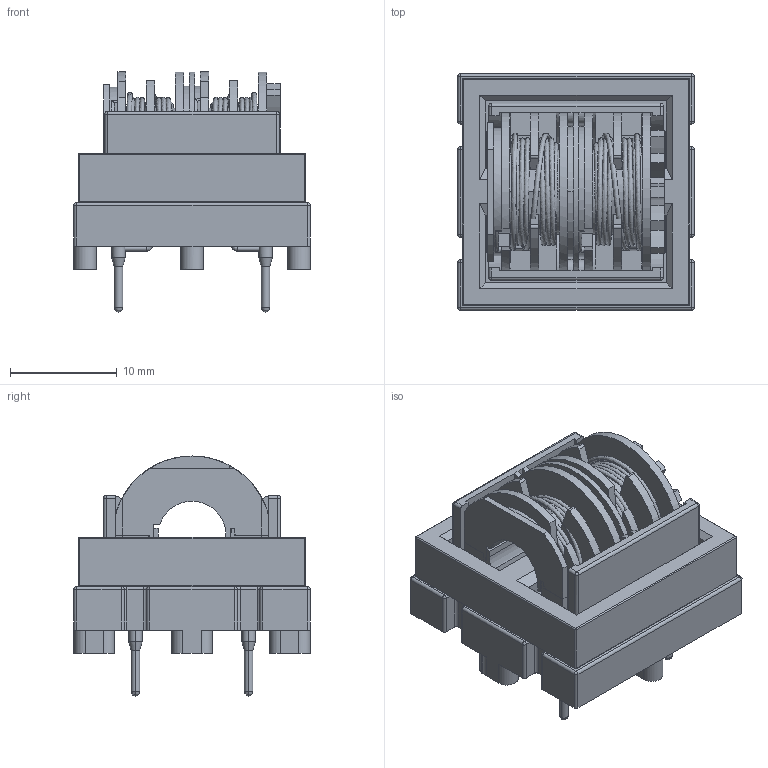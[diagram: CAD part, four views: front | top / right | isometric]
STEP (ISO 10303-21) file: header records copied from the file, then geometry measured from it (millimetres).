
FILE_DESCRIPTION(('FreeCAD Model'),'2;1');
FILE_NAME('Open CASCADE Shape Model','2025-04-29T10:59:07',('FreeCAD'),( 'FreeCAD'),'Open CASCADE STEP processor 7.6','FreeCAD','Unknown');
FILE_SCHEMA(('AUTOMOTIVE_DESIGN { 1 0 10303 214 1 1 1 1 }'));
Products named in the file (1): Open CASCADE STEP translator 7.6 1
Bounding box: 22.16 x 22.16 x 22.5 mm (x, y, z)
Volume: 4489.6 mm3; surface area: 7458.5 mm2
Topology: 17 solids, 17 shells, 978 faces, 2526 edges, 1563 vertices
Faces by surface type: bspline 978
Entity records: 36459 total; most frequent: CARTESIAN_POINT 22124, ORIENTED_EDGE 4968, EDGE_CURVE 2484, B_SPLINE_CURVE_WITH_KNOTS 1703, VERTEX_POINT 1562, FACE_BOUND 1010, EDGE_LOOP 1010, ADVANCED_FACE 978
